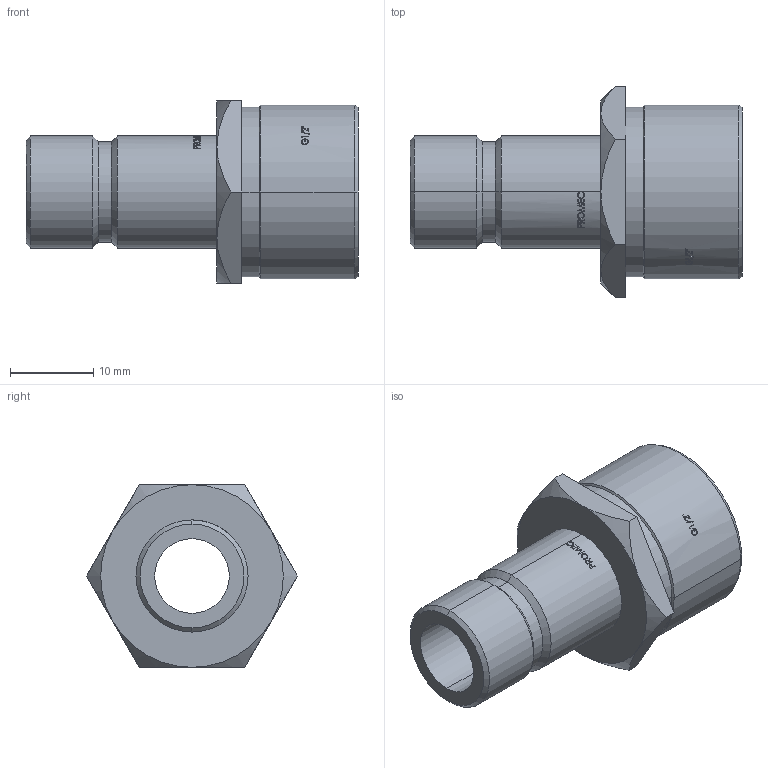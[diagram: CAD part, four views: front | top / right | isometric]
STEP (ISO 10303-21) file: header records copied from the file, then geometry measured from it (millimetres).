
FILE_DESCRIPTION (( 'STEP AP203' ), '1' );
FILE_NAME ('154d.STEP', '2023-01-25T12:17:11', ( '' ), ( '' ), 'SwSTEP 2.0', 'SolidWorks 2019', '' );
FILE_SCHEMA (( 'CONFIG_CONTROL_DESIGN' ));
Length unit declared in the file: millimetre
Products named in the file (1): 154d
Bounding box: 40 x 25.4 x 22 mm (x, y, z)
Volume: 6703.3 mm3; surface area: 3960.1 mm2
Topology: 1 solids, 1 shells, 170 faces, 431 edges, 280 vertices
Faces by surface type: bspline 99, plane 28, cylinder 27, cone 16
Entity records: 8958 total; most frequent: CARTESIAN_POINT 5653, ORIENTED_EDGE 862, EDGE_CURVE 431, B_SPLINE_CURVE_WITH_KNOTS 319, DIRECTION 318, VERTEX_POINT 280, EDGE_LOOP 189, FACE_OUTER_BOUND 170
